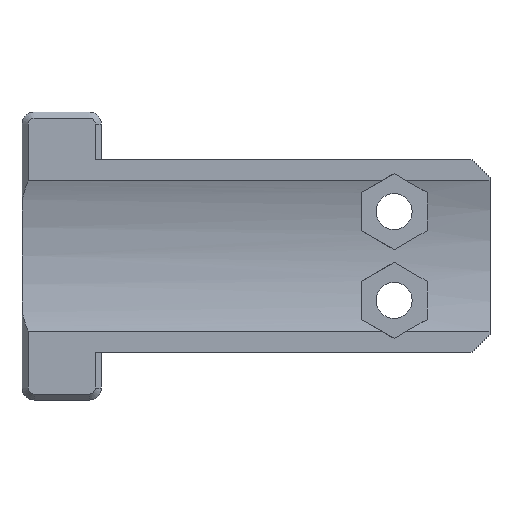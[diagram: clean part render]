
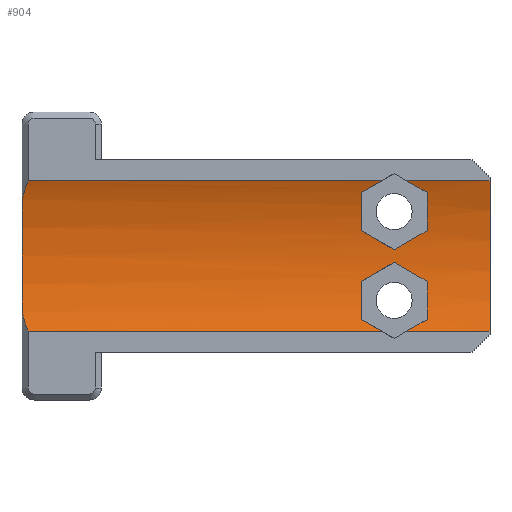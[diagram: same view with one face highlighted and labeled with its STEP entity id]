
A CAD part, front view. The second image highlights one B-rep face of the part: STEP entity #904.
In plain terms, the highlighted cylindrical face has radius 18 mm (diameter 36 mm), a partial arc.
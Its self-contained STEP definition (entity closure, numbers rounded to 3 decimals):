
#21=CYLINDRICAL_SURFACE('',#997,18.);
#34=CIRCLE('',#934,18.);
#35=CIRCLE('',#940,18.);
#37=CIRCLE('',#948,18.);
#38=CIRCLE('',#956,18.);
#54=CIRCLE('',#993,18.);
#55=CIRCLE('',#998,18.);
#95=FACE_OUTER_BOUND('',#149,.T.);
#149=EDGE_LOOP('',(#764,#765,#766,#767,#768,#769,#770,#771,#772,#773,#774,
#775,#776,#777,#778,#779,#780,#781,#782,#783));
#190=LINE('',#1368,#284);
#197=LINE('',#1385,#291);
#198=LINE('',#1388,#292);
#205=LINE('',#1405,#299);
#284=VECTOR('',#1103,10.);
#291=VECTOR('',#1114,10.);
#292=VECTOR('',#1117,10.);
#299=VECTOR('',#1128,10.);
#350=ELLIPSE('',#932,36.,18.);
#351=ELLIPSE('',#936,36.,18.);
#352=ELLIPSE('',#938,36.,18.);
#353=ELLIPSE('',#942,36.,18.);
#354=ELLIPSE('',#946,36.,18.);
#355=ELLIPSE('',#950,36.,18.);
#356=ELLIPSE('',#952,36.,18.);
#357=ELLIPSE('',#954,36.,18.);
#358=ELLIPSE('',#984,25.456,18.);
#359=ELLIPSE('',#996,25.456,18.);
#360=VERTEX_POINT('',#1281);
#361=VERTEX_POINT('',#1282);
#364=VERTEX_POINT('',#1290);
#366=VERTEX_POINT('',#1296);
#369=VERTEX_POINT('',#1304);
#371=VERTEX_POINT('',#1310);
#373=VERTEX_POINT('',#1316);
#375=VERTEX_POINT('',#1324);
#376=VERTEX_POINT('',#1325);
#379=VERTEX_POINT('',#1333);
#381=VERTEX_POINT('',#1339);
#384=VERTEX_POINT('',#1347);
#385=VERTEX_POINT('',#1348);
#387=VERTEX_POINT('',#1355);
#390=VERTEX_POINT('',#1367);
#398=VERTEX_POINT('',#1383);
#399=VERTEX_POINT('',#1387);
#407=VERTEX_POINT('',#1403);
#439=VERTEX_POINT('',#1490);
#443=VERTEX_POINT('',#1514);
#444=EDGE_CURVE('',#360,#361,#350,.T.);
#448=EDGE_CURVE('',#361,#364,#34,.T.);
#451=EDGE_CURVE('',#364,#366,#351,.T.);
#455=EDGE_CURVE('',#369,#360,#352,.T.);
#458=EDGE_CURVE('',#371,#369,#35,.T.);
#461=EDGE_CURVE('',#373,#371,#353,.T.);
#465=EDGE_CURVE('',#375,#376,#354,.T.);
#469=EDGE_CURVE('',#376,#379,#37,.T.);
#472=EDGE_CURVE('',#379,#381,#355,.T.);
#476=EDGE_CURVE('',#384,#385,#356,.T.);
#480=EDGE_CURVE('',#387,#375,#357,.T.);
#483=EDGE_CURVE('',#385,#387,#38,.T.);
#486=EDGE_CURVE('',#373,#390,#190,.T.);
#495=EDGE_CURVE('',#398,#366,#197,.T.);
#496=EDGE_CURVE('',#384,#399,#198,.T.);
#505=EDGE_CURVE('',#407,#381,#205,.T.);
#548=EDGE_CURVE('',#390,#439,#358,.T.);
#558=EDGE_CURVE('',#399,#398,#54,.T.);
#560=EDGE_CURVE('',#443,#407,#359,.T.);
#562=EDGE_CURVE('',#439,#443,#55,.T.);
#764=ORIENTED_EDGE('',*,*,#451,.T.);
#765=ORIENTED_EDGE('',*,*,#495,.F.);
#766=ORIENTED_EDGE('',*,*,#558,.F.);
#767=ORIENTED_EDGE('',*,*,#496,.F.);
#768=ORIENTED_EDGE('',*,*,#476,.T.);
#769=ORIENTED_EDGE('',*,*,#483,.T.);
#770=ORIENTED_EDGE('',*,*,#480,.T.);
#771=ORIENTED_EDGE('',*,*,#465,.T.);
#772=ORIENTED_EDGE('',*,*,#469,.T.);
#773=ORIENTED_EDGE('',*,*,#472,.T.);
#774=ORIENTED_EDGE('',*,*,#505,.F.);
#775=ORIENTED_EDGE('',*,*,#560,.F.);
#776=ORIENTED_EDGE('',*,*,#562,.F.);
#777=ORIENTED_EDGE('',*,*,#548,.F.);
#778=ORIENTED_EDGE('',*,*,#486,.F.);
#779=ORIENTED_EDGE('',*,*,#461,.T.);
#780=ORIENTED_EDGE('',*,*,#458,.T.);
#781=ORIENTED_EDGE('',*,*,#455,.T.);
#782=ORIENTED_EDGE('',*,*,#444,.T.);
#783=ORIENTED_EDGE('',*,*,#448,.T.);
#904=ADVANCED_FACE('',(#95),#21,.F.);
#932=AXIS2_PLACEMENT_3D('',#1283,#1019,#1020);
#934=AXIS2_PLACEMENT_3D('',#1291,#1026,#1027);
#936=AXIS2_PLACEMENT_3D('',#1297,#1032,#1033);
#938=AXIS2_PLACEMENT_3D('',#1305,#1039,#1040);
#940=AXIS2_PLACEMENT_3D('',#1311,#1045,#1046);
#942=AXIS2_PLACEMENT_3D('',#1317,#1051,#1052);
#946=AXIS2_PLACEMENT_3D('',#1326,#1061,#1062);
#948=AXIS2_PLACEMENT_3D('',#1334,#1068,#1069);
#950=AXIS2_PLACEMENT_3D('',#1340,#1074,#1075);
#952=AXIS2_PLACEMENT_3D('',#1349,#1081,#1082);
#954=AXIS2_PLACEMENT_3D('',#1356,#1088,#1089);
#956=AXIS2_PLACEMENT_3D('',#1361,#1094,#1095);
#984=AXIS2_PLACEMENT_3D('',#1491,#1201,#1202);
#993=AXIS2_PLACEMENT_3D('',#1510,#1226,#1227);
#996=AXIS2_PLACEMENT_3D('',#1515,#1233,#1234);
#997=AXIS2_PLACEMENT_3D('',#1517,#1236,#1237);
#998=AXIS2_PLACEMENT_3D('',#1518,#1238,#1239);
#1019=DIRECTION('center_axis',(-0.5,0.,-0.866));
#1020=DIRECTION('ref_axis',(0.866,0.,-0.5));
#1026=DIRECTION('center_axis',(-1.,0.,0.));
#1027=DIRECTION('ref_axis',(0.,0.,-1.));
#1032=DIRECTION('center_axis',(-0.5,0.,0.866));
#1033=DIRECTION('ref_axis',(-0.866,0.,-0.5));
#1039=DIRECTION('center_axis',(0.5,0.,-0.866));
#1040=DIRECTION('ref_axis',(-0.866,0.,-0.5));
#1045=DIRECTION('center_axis',(1.,0.,0.));
#1046=DIRECTION('ref_axis',(0.,0.,-1.));
#1051=DIRECTION('center_axis',(0.5,0.,0.866));
#1052=DIRECTION('ref_axis',(0.866,0.,-0.5));
#1061=DIRECTION('center_axis',(0.5,0.,0.866));
#1062=DIRECTION('ref_axis',(0.866,0.,-0.5));
#1068=DIRECTION('center_axis',(1.,0.,0.));
#1069=DIRECTION('ref_axis',(0.,0.,-1.));
#1074=DIRECTION('center_axis',(0.5,0.,-0.866));
#1075=DIRECTION('ref_axis',(-0.866,0.,-0.5));
#1081=DIRECTION('center_axis',(-0.5,0.,-0.866));
#1082=DIRECTION('ref_axis',(0.866,0.,-0.5));
#1088=DIRECTION('center_axis',(-0.5,0.,0.866));
#1089=DIRECTION('ref_axis',(-0.866,0.,-0.5));
#1094=DIRECTION('center_axis',(-1.,0.,0.));
#1095=DIRECTION('ref_axis',(0.,0.,-1.));
#1103=DIRECTION('',(-1.,0.,0.));
#1114=DIRECTION('',(-1.,0.,0.));
#1117=DIRECTION('',(1.,0.,0.));
#1128=DIRECTION('',(1.,0.,0.));
#1201=DIRECTION('center_axis',(0.707,0.707,0.));
#1202=DIRECTION('ref_axis',(0.707,-0.707,0.));
#1226=DIRECTION('center_axis',(-1.,0.,0.));
#1227=DIRECTION('ref_axis',(0.,0.,-1.));
#1233=DIRECTION('center_axis',(0.707,0.707,0.));
#1234=DIRECTION('ref_axis',(0.707,-0.707,0.));
#1236=DIRECTION('center_axis',(-1.,0.,0.));
#1237=DIRECTION('ref_axis',(0.,0.,-1.));
#1238=DIRECTION('center_axis',(1.,0.,0.));
#1239=DIRECTION('ref_axis',(0.,0.,-1.));
#1281=CARTESIAN_POINT('',(24.41,-8.884,-0.525));
#1282=CARTESIAN_POINT('',(27.16,-9.,-2.112));
#1283=CARTESIAN_POINT('Origin',(23.501,-26.876,0.));
#1290=CARTESIAN_POINT('',(27.16,-9.67,-5.288));
#1291=CARTESIAN_POINT('Origin',(27.16,-26.876,0.));
#1296=CARTESIAN_POINT('',(25.474,-10.,-6.261));
#1297=CARTESIAN_POINT('Origin',(36.318,-26.876,0.));
#1304=CARTESIAN_POINT('',(21.66,-9.,-2.112));
#1305=CARTESIAN_POINT('Origin',(25.318,-26.876,0.));
#1310=CARTESIAN_POINT('',(21.66,-9.67,-5.288));
#1311=CARTESIAN_POINT('Origin',(21.66,-26.876,0.));
#1316=CARTESIAN_POINT('',(23.345,-10.,-6.261));
#1317=CARTESIAN_POINT('Origin',(12.501,-26.876,0.));
#1324=CARTESIAN_POINT('',(24.41,-8.884,0.525));
#1325=CARTESIAN_POINT('',(21.66,-9.,2.112));
#1326=CARTESIAN_POINT('Origin',(25.318,-26.876,0.));
#1333=CARTESIAN_POINT('',(21.66,-9.67,5.288));
#1334=CARTESIAN_POINT('Origin',(21.66,-26.876,0.));
#1339=CARTESIAN_POINT('',(23.345,-10.,6.261));
#1340=CARTESIAN_POINT('Origin',(12.501,-26.876,0.));
#1347=CARTESIAN_POINT('',(25.474,-10.,6.261));
#1348=CARTESIAN_POINT('',(27.16,-9.67,5.288));
#1349=CARTESIAN_POINT('Origin',(36.318,-26.876,0.));
#1355=CARTESIAN_POINT('',(27.16,-9.,2.112));
#1356=CARTESIAN_POINT('Origin',(23.501,-26.876,0.));
#1361=CARTESIAN_POINT('Origin',(27.16,-26.876,0.));
#1367=CARTESIAN_POINT('',(-6.1,-10.,-6.261));
#1368=CARTESIAN_POINT('',(32.4,-10.,-6.261));
#1383=CARTESIAN_POINT('',(32.4,-10.,-6.261));
#1385=CARTESIAN_POINT('',(32.4,-10.,-6.261));
#1387=CARTESIAN_POINT('',(32.4,-10.,6.261));
#1388=CARTESIAN_POINT('',(32.4,-10.,6.261));
#1403=CARTESIAN_POINT('',(-6.1,-10.,6.261));
#1405=CARTESIAN_POINT('',(32.4,-10.,6.261));
#1490=CARTESIAN_POINT('',(-6.6,-9.5,-4.698));
#1491=CARTESIAN_POINT('Origin',(10.776,-26.876,0.));
#1510=CARTESIAN_POINT('Origin',(32.4,-26.876,0.));
#1514=CARTESIAN_POINT('',(-6.6,-9.5,4.698));
#1515=CARTESIAN_POINT('Origin',(10.776,-26.876,0.));
#1517=CARTESIAN_POINT('Origin',(32.4,-26.876,0.));
#1518=CARTESIAN_POINT('Origin',(-6.6,-26.876,0.));
